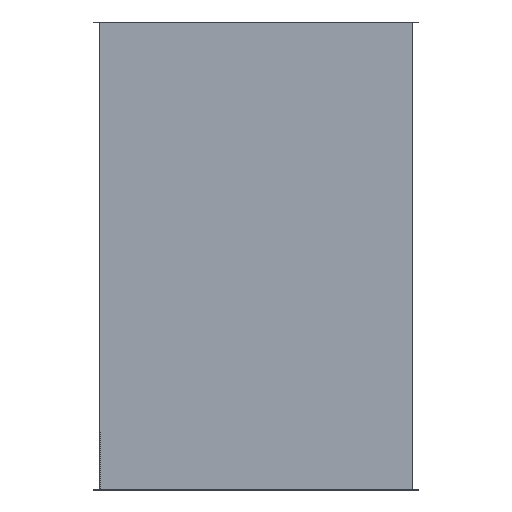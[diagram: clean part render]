
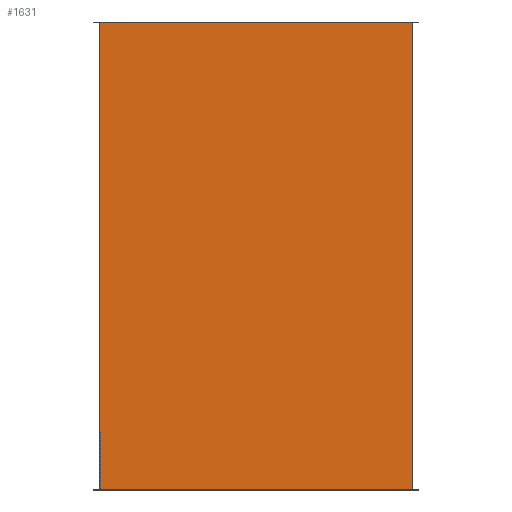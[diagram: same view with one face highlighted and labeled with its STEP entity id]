
A CAD part, front view. The second image highlights one B-rep face of the part: STEP entity #1631.
In plain terms, the highlighted planar face has unit normal (0, -1, 0).
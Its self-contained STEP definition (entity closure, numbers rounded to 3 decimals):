
#113 = ORIENTED_EDGE ( 'NONE', *, *, #1652, .F. ) ;
#114 = ORIENTED_EDGE ( 'NONE', *, *, #1645, .F. ) ;
#115 = ORIENTED_EDGE ( 'NONE', *, *, #1653, .F. ) ;
#116 = ORIENTED_EDGE ( 'NONE', *, *, #1650, .T. ) ;
#495 = FACE_OUTER_BOUND ( 'NONE', #1870, .T. ) ;
#525 = LINE ( 'NONE', #1051, #530 ) ;
#530 = VECTOR ( 'NONE', #1056, 1000. ) ;
#537 = LINE ( 'NONE', #1065, #540 ) ;
#540 = VECTOR ( 'NONE', #1067, 1000. ) ;
#541 = LINE ( 'NONE', #1069, #544 ) ;
#543 = LINE ( 'NONE', #1071, #546 ) ;
#544 = VECTOR ( 'NONE', #1070, 1000. ) ;
#546 = VECTOR ( 'NONE', #1072, 1000. ) ;
#690 = AXIS2_PLACEMENT_3D ( 'NONE', #1005, #1010, #1011 ) ;
#874 = CARTESIAN_POINT ( 'NONE',  ( 501., -201., -749. ) ) ;
#1004 = PLANE ( 'NONE',  #690 ) ;
#1005 = CARTESIAN_POINT ( 'NONE',  ( 500., -201., 750. ) ) ;
#1010 = DIRECTION ( 'NONE',  ( 0., 1., 0. ) ) ;
#1011 = DIRECTION ( 'NONE',  ( -1., 0., 0. ) ) ;
#1051 = CARTESIAN_POINT ( 'NONE',  ( 501., -201., 750. ) ) ;
#1056 = DIRECTION ( 'NONE',  ( 0., 0., -1. ) ) ;
#1065 = CARTESIAN_POINT ( 'NONE',  ( -501., -201., 750. ) ) ;
#1067 = DIRECTION ( 'NONE',  ( 0., 0., -1. ) ) ;
#1069 = CARTESIAN_POINT ( 'NONE',  ( 500., -201., -749. ) ) ;
#1070 = DIRECTION ( 'NONE',  ( -1., 0., 0. ) ) ;
#1071 = CARTESIAN_POINT ( 'NONE',  ( 500., -201., 749. ) ) ;
#1072 = DIRECTION ( 'NONE',  ( 1., 0., 0. ) ) ;
#1373 = CARTESIAN_POINT ( 'NONE',  ( -501., -201., -749. ) ) ;
#1375 = CARTESIAN_POINT ( 'NONE',  ( 501., -201., 749. ) ) ;
#1385 = CARTESIAN_POINT ( 'NONE',  ( -501., -201., 749. ) ) ;
#1631 = ADVANCED_FACE ( 'NONE', ( #495 ), #1004, .F. ) ;
#1645 = EDGE_CURVE ( 'NONE', #1831, #1846, #525, .T. ) ;
#1650 = EDGE_CURVE ( 'NONE', #1842, #1829, #537, .T. ) ;
#1652 = EDGE_CURVE ( 'NONE', #1846, #1829, #541, .T. ) ;
#1653 = EDGE_CURVE ( 'NONE', #1842, #1831, #543, .T. ) ;
#1829 = VERTEX_POINT ( 'NONE', #1373 ) ;
#1831 = VERTEX_POINT ( 'NONE', #1375 ) ;
#1842 = VERTEX_POINT ( 'NONE', #1385 ) ;
#1846 = VERTEX_POINT ( 'NONE', #874 ) ;
#1870 = EDGE_LOOP ( 'NONE', ( #113, #114, #115, #116 ) ) ;
